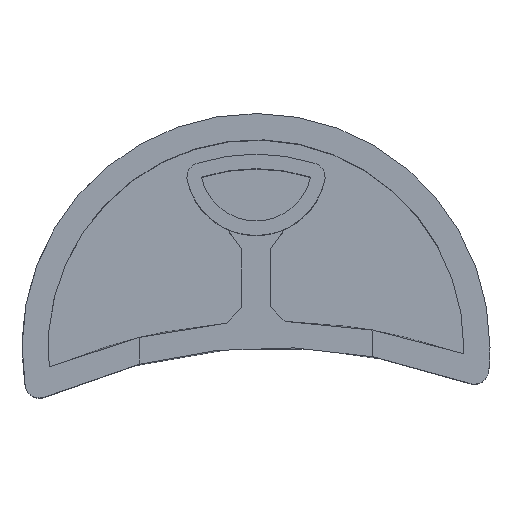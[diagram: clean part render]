
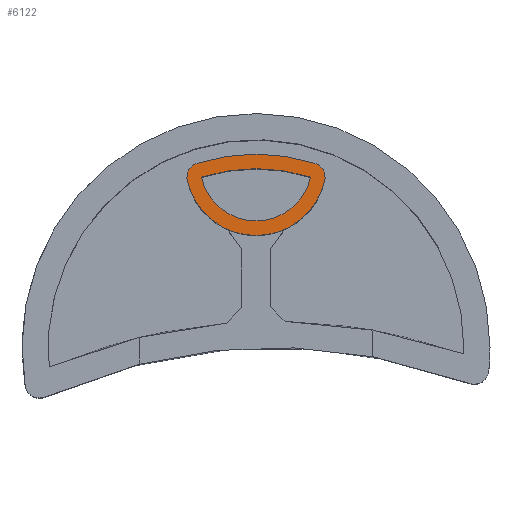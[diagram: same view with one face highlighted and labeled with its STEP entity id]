
A CAD part, top view. The second image highlights one B-rep face of the part: STEP entity #6122.
In plain terms, the highlighted planar face has unit normal (0, 0, 1).
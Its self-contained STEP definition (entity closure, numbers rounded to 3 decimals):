
#3903 = CYLINDRICAL_SURFACE('',#3904,4.84);
#3904 = AXIS2_PLACEMENT_3D('',#3905,#3906,#3907);
#3905 = CARTESIAN_POINT('',(0.,12.549,0.));
#3906 = DIRECTION('',(-0.,-0.,-1.));
#3907 = DIRECTION('',(1.,0.,0.));
#5711 = VERTEX_POINT('',#5712);
#5712 = CARTESIAN_POINT('',(-4.727,11.51,18.));
#5726 = CYLINDRICAL_SURFACE('',#5727,1.);
#5727 = AXIS2_PLACEMENT_3D('',#5728,#5729,#5730);
#5728 = CARTESIAN_POINT('',(-3.75,11.725,0.));
#5729 = DIRECTION('',(0.,0.,-1.));
#5730 = DIRECTION('',(0.215,-0.977,0.));
#5738 = EDGE_CURVE('',#5711,#5739,#5741,.T.);
#5739 = VERTEX_POINT('',#5740);
#5740 = CARTESIAN_POINT('',(0.,7.71,18.));
#5741 = SURFACE_CURVE('',#5742,(#5747,#5754),.PCURVE_S1.);
#5742 = CIRCLE('',#5743,4.84);
#5743 = AXIS2_PLACEMENT_3D('',#5744,#5745,#5746);
#5744 = CARTESIAN_POINT('',(0.,12.549,18.));
#5745 = DIRECTION('',(0.,0.,1.));
#5746 = DIRECTION('',(1.,0.,0.));
#5747 = PCURVE('',#3903,#5748);
#5748 = DEFINITIONAL_REPRESENTATION('',(#5749),#5753);
#5749 = LINE('',#5750,#5751);
#5750 = CARTESIAN_POINT('',(-0.,-18.));
#5751 = VECTOR('',#5752,1.);
#5752 = DIRECTION('',(-1.,0.));
#5753 = ( GEOMETRIC_REPRESENTATION_CONTEXT(2) 
PARAMETRIC_REPRESENTATION_CONTEXT() REPRESENTATION_CONTEXT('2D SPACE',''
  ) );
#5754 = PCURVE('',#5755,#5760);
#5755 = PLANE('',#5756);
#5756 = AXIS2_PLACEMENT_3D('',#5757,#5758,#5759);
#5757 = CARTESIAN_POINT('',(0.,10.848,18.));
#5758 = DIRECTION('',(0.,0.,1.));
#5759 = DIRECTION('',(1.,0.,0.));
#5760 = DEFINITIONAL_REPRESENTATION('',(#5761),#5765);
#5761 = CIRCLE('',#5762,4.84);
#5762 = AXIS2_PLACEMENT_2D('',#5763,#5764);
#5763 = CARTESIAN_POINT('',(0.,1.701));
#5764 = DIRECTION('',(1.,0.));
#5765 = ( GEOMETRIC_REPRESENTATION_CONTEXT(2) 
PARAMETRIC_REPRESENTATION_CONTEXT() REPRESENTATION_CONTEXT('2D SPACE',''
  ) );
#5767 = EDGE_CURVE('',#5739,#5768,#5770,.T.);
#5768 = VERTEX_POINT('',#5769);
#5769 = CARTESIAN_POINT('',(4.727,11.51,18.));
#5770 = SURFACE_CURVE('',#5771,(#5776,#5783),.PCURVE_S1.);
#5771 = CIRCLE('',#5772,4.84);
#5772 = AXIS2_PLACEMENT_3D('',#5773,#5774,#5775);
#5773 = CARTESIAN_POINT('',(0.,12.549,18.));
#5774 = DIRECTION('',(0.,0.,1.));
#5775 = DIRECTION('',(1.,0.,0.));
#5776 = PCURVE('',#3903,#5777);
#5777 = DEFINITIONAL_REPRESENTATION('',(#5778),#5782);
#5778 = LINE('',#5779,#5780);
#5779 = CARTESIAN_POINT('',(-0.,-18.));
#5780 = VECTOR('',#5781,1.);
#5781 = DIRECTION('',(-1.,0.));
#5782 = ( GEOMETRIC_REPRESENTATION_CONTEXT(2) 
PARAMETRIC_REPRESENTATION_CONTEXT() REPRESENTATION_CONTEXT('2D SPACE',''
  ) );
#5783 = PCURVE('',#5755,#5784);
#5784 = DEFINITIONAL_REPRESENTATION('',(#5785),#5789);
#5785 = CIRCLE('',#5786,4.84);
#5786 = AXIS2_PLACEMENT_2D('',#5787,#5788);
#5787 = CARTESIAN_POINT('',(0.,1.701));
#5788 = DIRECTION('',(1.,0.));
#5789 = ( GEOMETRIC_REPRESENTATION_CONTEXT(2) 
PARAMETRIC_REPRESENTATION_CONTEXT() REPRESENTATION_CONTEXT('2D SPACE',''
  ) );
#5805 = CYLINDRICAL_SURFACE('',#5806,1.);
#5806 = AXIS2_PLACEMENT_3D('',#5807,#5808,#5809);
#5807 = CARTESIAN_POINT('',(3.75,11.725,0.));
#5808 = DIRECTION('',(0.,0.,-1.));
#5809 = DIRECTION('',(-0.952,0.305,0.));
#6031 = CYLINDRICAL_SURFACE('',#6032,13.31);
#6032 = AXIS2_PLACEMENT_3D('',#6033,#6034,#6035);
#6033 = CARTESIAN_POINT('',(0.,0.,0.));
#6034 = DIRECTION('',(0.,0.,-1.));
#6035 = DIRECTION('',(0.305,0.952,0.));
#6078 = VERTEX_POINT('',#6079);
#6079 = CARTESIAN_POINT('',(-4.055,12.677,18.));
#6100 = EDGE_CURVE('',#6078,#5711,#6101,.T.);
#6101 = SURFACE_CURVE('',#6102,(#6107,#6114),.PCURVE_S1.);
#6102 = CIRCLE('',#6103,1.);
#6103 = AXIS2_PLACEMENT_3D('',#6104,#6105,#6106);
#6104 = CARTESIAN_POINT('',(-3.75,11.725,18.));
#6105 = DIRECTION('',(-0.,0.,1.));
#6106 = DIRECTION('',(0.215,-0.977,0.));
#6107 = PCURVE('',#5726,#6108);
#6108 = DEFINITIONAL_REPRESENTATION('',(#6109),#6113);
#6109 = LINE('',#6110,#6111);
#6110 = CARTESIAN_POINT('',(-0.,-18.));
#6111 = VECTOR('',#6112,1.);
#6112 = DIRECTION('',(-1.,0.));
#6113 = ( GEOMETRIC_REPRESENTATION_CONTEXT(2) 
PARAMETRIC_REPRESENTATION_CONTEXT() REPRESENTATION_CONTEXT('2D SPACE',''
  ) );
#6114 = PCURVE('',#5755,#6115);
#6115 = DEFINITIONAL_REPRESENTATION('',(#6116),#6120);
#6116 = CIRCLE('',#6117,1.);
#6117 = AXIS2_PLACEMENT_2D('',#6118,#6119);
#6118 = CARTESIAN_POINT('',(-3.75,0.876));
#6119 = DIRECTION('',(0.215,-0.977));
#6120 = ( GEOMETRIC_REPRESENTATION_CONTEXT(2) 
PARAMETRIC_REPRESENTATION_CONTEXT() REPRESENTATION_CONTEXT('2D SPACE',''
  ) );
#6122 = ADVANCED_FACE('',(#6123,#6174),#5755,.T.);
#6123 = FACE_BOUND('',#6124,.T.);
#6124 = EDGE_LOOP('',(#6125,#6149,#6150,#6151,#6152));
#6125 = ORIENTED_EDGE('',*,*,#6126,.T.);
#6126 = EDGE_CURVE('',#6127,#6078,#6129,.T.);
#6127 = VERTEX_POINT('',#6128);
#6128 = CARTESIAN_POINT('',(4.055,12.677,18.));
#6129 = SURFACE_CURVE('',#6130,(#6135,#6142),.PCURVE_S1.);
#6130 = CIRCLE('',#6131,13.31);
#6131 = AXIS2_PLACEMENT_3D('',#6132,#6133,#6134);
#6132 = CARTESIAN_POINT('',(0.,0.,18.));
#6133 = DIRECTION('',(0.,-0.,1.));
#6134 = DIRECTION('',(0.305,0.952,0.));
#6135 = PCURVE('',#5755,#6136);
#6136 = DEFINITIONAL_REPRESENTATION('',(#6137),#6141);
#6137 = CIRCLE('',#6138,13.31);
#6138 = AXIS2_PLACEMENT_2D('',#6139,#6140);
#6139 = CARTESIAN_POINT('',(0.,-10.848));
#6140 = DIRECTION('',(0.305,0.952));
#6141 = ( GEOMETRIC_REPRESENTATION_CONTEXT(2) 
PARAMETRIC_REPRESENTATION_CONTEXT() REPRESENTATION_CONTEXT('2D SPACE',''
  ) );
#6142 = PCURVE('',#6031,#6143);
#6143 = DEFINITIONAL_REPRESENTATION('',(#6144),#6148);
#6144 = LINE('',#6145,#6146);
#6145 = CARTESIAN_POINT('',(-0.,-18.));
#6146 = VECTOR('',#6147,1.);
#6147 = DIRECTION('',(-1.,0.));
#6148 = ( GEOMETRIC_REPRESENTATION_CONTEXT(2) 
PARAMETRIC_REPRESENTATION_CONTEXT() REPRESENTATION_CONTEXT('2D SPACE',''
  ) );
#6149 = ORIENTED_EDGE('',*,*,#6100,.T.);
#6150 = ORIENTED_EDGE('',*,*,#5738,.T.);
#6151 = ORIENTED_EDGE('',*,*,#5767,.T.);
#6152 = ORIENTED_EDGE('',*,*,#6153,.T.);
#6153 = EDGE_CURVE('',#5768,#6127,#6154,.T.);
#6154 = SURFACE_CURVE('',#6155,(#6160,#6167),.PCURVE_S1.);
#6155 = CIRCLE('',#6156,1.);
#6156 = AXIS2_PLACEMENT_3D('',#6157,#6158,#6159);
#6157 = CARTESIAN_POINT('',(3.75,11.725,18.));
#6158 = DIRECTION('',(0.,-0.,1.));
#6159 = DIRECTION('',(-0.952,0.305,0.));
#6160 = PCURVE('',#5755,#6161);
#6161 = DEFINITIONAL_REPRESENTATION('',(#6162),#6166);
#6162 = CIRCLE('',#6163,1.);
#6163 = AXIS2_PLACEMENT_2D('',#6164,#6165);
#6164 = CARTESIAN_POINT('',(3.75,0.876));
#6165 = DIRECTION('',(-0.952,0.305));
#6166 = ( GEOMETRIC_REPRESENTATION_CONTEXT(2) 
PARAMETRIC_REPRESENTATION_CONTEXT() REPRESENTATION_CONTEXT('2D SPACE',''
  ) );
#6167 = PCURVE('',#5805,#6168);
#6168 = DEFINITIONAL_REPRESENTATION('',(#6169),#6173);
#6169 = LINE('',#6170,#6171);
#6170 = CARTESIAN_POINT('',(-0.,-18.));
#6171 = VECTOR('',#6172,1.);
#6172 = DIRECTION('',(-1.,0.));
#6173 = ( GEOMETRIC_REPRESENTATION_CONTEXT(2) 
PARAMETRIC_REPRESENTATION_CONTEXT() REPRESENTATION_CONTEXT('2D SPACE',''
  ) );
#6174 = FACE_BOUND('',#6175,.F.);
#6175 = EDGE_LOOP('',(#6176,#6207));
#6176 = ORIENTED_EDGE('',*,*,#6177,.T.);
#6177 = EDGE_CURVE('',#6178,#6180,#6182,.T.);
#6178 = VERTEX_POINT('',#6179);
#6179 = CARTESIAN_POINT('',(3.75,11.725,18.));
#6180 = VERTEX_POINT('',#6181);
#6181 = CARTESIAN_POINT('',(-3.75,11.725,18.));
#6182 = SURFACE_CURVE('',#6183,(#6188,#6195),.PCURVE_S1.);
#6183 = CIRCLE('',#6184,12.31);
#6184 = AXIS2_PLACEMENT_3D('',#6185,#6186,#6187);
#6185 = CARTESIAN_POINT('',(0.,0.,18.));
#6186 = DIRECTION('',(0.,-0.,1.));
#6187 = DIRECTION('',(0.305,0.952,0.));
#6188 = PCURVE('',#5755,#6189);
#6189 = DEFINITIONAL_REPRESENTATION('',(#6190),#6194);
#6190 = CIRCLE('',#6191,12.31);
#6191 = AXIS2_PLACEMENT_2D('',#6192,#6193);
#6192 = CARTESIAN_POINT('',(0.,-10.848));
#6193 = DIRECTION('',(0.305,0.952));
#6194 = ( GEOMETRIC_REPRESENTATION_CONTEXT(2) 
PARAMETRIC_REPRESENTATION_CONTEXT() REPRESENTATION_CONTEXT('2D SPACE',''
  ) );
#6195 = PCURVE('',#6196,#6201);
#6196 = CYLINDRICAL_SURFACE('',#6197,12.31);
#6197 = AXIS2_PLACEMENT_3D('',#6198,#6199,#6200);
#6198 = CARTESIAN_POINT('',(0.,0.,0.));
#6199 = DIRECTION('',(0.,0.,-1.));
#6200 = DIRECTION('',(0.305,0.952,0.));
#6201 = DEFINITIONAL_REPRESENTATION('',(#6202),#6206);
#6202 = LINE('',#6203,#6204);
#6203 = CARTESIAN_POINT('',(-0.,-18.));
#6204 = VECTOR('',#6205,1.);
#6205 = DIRECTION('',(-1.,0.));
#6206 = ( GEOMETRIC_REPRESENTATION_CONTEXT(2) 
PARAMETRIC_REPRESENTATION_CONTEXT() REPRESENTATION_CONTEXT('2D SPACE',''
  ) );
#6207 = ORIENTED_EDGE('',*,*,#6208,.T.);
#6208 = EDGE_CURVE('',#6180,#6178,#6209,.T.);
#6209 = SURFACE_CURVE('',#6210,(#6215,#6222),.PCURVE_S1.);
#6210 = CIRCLE('',#6211,3.84);
#6211 = AXIS2_PLACEMENT_3D('',#6212,#6213,#6214);
#6212 = CARTESIAN_POINT('',(0.,12.549,18.));
#6213 = DIRECTION('',(0.,0.,1.));
#6214 = DIRECTION('',(1.,0.,0.));
#6215 = PCURVE('',#5755,#6216);
#6216 = DEFINITIONAL_REPRESENTATION('',(#6217),#6221);
#6217 = CIRCLE('',#6218,3.84);
#6218 = AXIS2_PLACEMENT_2D('',#6219,#6220);
#6219 = CARTESIAN_POINT('',(0.,1.701));
#6220 = DIRECTION('',(1.,0.));
#6221 = ( GEOMETRIC_REPRESENTATION_CONTEXT(2) 
PARAMETRIC_REPRESENTATION_CONTEXT() REPRESENTATION_CONTEXT('2D SPACE',''
  ) );
#6222 = PCURVE('',#6223,#6228);
#6223 = CYLINDRICAL_SURFACE('',#6224,3.84);
#6224 = AXIS2_PLACEMENT_3D('',#6225,#6226,#6227);
#6225 = CARTESIAN_POINT('',(0.,12.549,0.));
#6226 = DIRECTION('',(-0.,-0.,-1.));
#6227 = DIRECTION('',(1.,0.,0.));
#6228 = DEFINITIONAL_REPRESENTATION('',(#6229),#6233);
#6229 = LINE('',#6230,#6231);
#6230 = CARTESIAN_POINT('',(-0.,-18.));
#6231 = VECTOR('',#6232,1.);
#6232 = DIRECTION('',(-1.,0.));
#6233 = ( GEOMETRIC_REPRESENTATION_CONTEXT(2) 
PARAMETRIC_REPRESENTATION_CONTEXT() REPRESENTATION_CONTEXT('2D SPACE',''
  ) );
